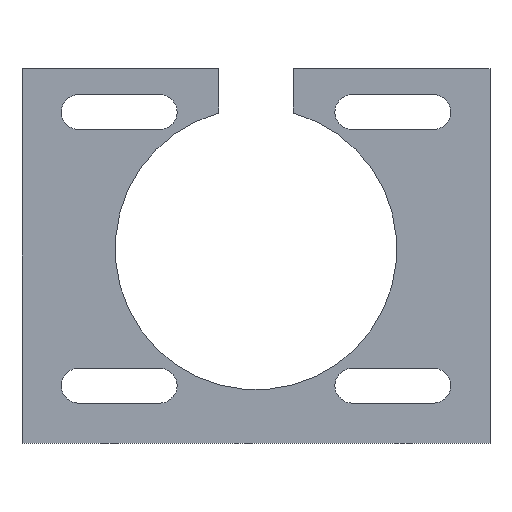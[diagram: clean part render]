
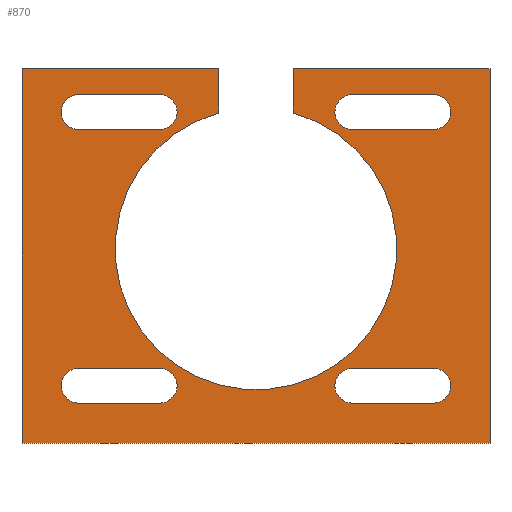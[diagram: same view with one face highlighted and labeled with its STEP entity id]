
A CAD part, left-side view. The second image highlights one B-rep face of the part: STEP entity #870.
In plain terms, the highlighted planar face has unit normal (-1, 0, 0).
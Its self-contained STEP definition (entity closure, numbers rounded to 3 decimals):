
#50=FACE_BOUND('',#182,.T.);
#51=FACE_BOUND('',#183,.T.);
#52=FACE_BOUND('',#184,.T.);
#53=FACE_BOUND('',#185,.T.);
#75=CIRCLE('',#930,3.);
#76=CIRCLE('',#933,3.);
#77=CIRCLE('',#935,3.);
#78=CIRCLE('',#938,3.);
#79=CIRCLE('',#941,3.);
#80=CIRCLE('',#944,3.);
#81=CIRCLE('',#948,3.);
#82=CIRCLE('',#951,3.);
#83=CIRCLE('',#956,24.32);
#125=FACE_OUTER_BOUND('',#181,.T.);
#181=EDGE_LOOP('',(#780,#781,#782,#783,#784,#785,#786,#787));
#182=EDGE_LOOP('',(#788,#789,#790,#791));
#183=EDGE_LOOP('',(#792,#793,#794,#795));
#184=EDGE_LOOP('',(#796,#797,#798,#799));
#185=EDGE_LOOP('',(#800,#801,#802,#803));
#187=LINE('',#1206,#277);
#209=LINE('',#1276,#299);
#237=LINE('',#1347,#327);
#240=LINE('',#1353,#330);
#249=LINE('',#1370,#339);
#252=LINE('',#1378,#342);
#256=LINE('',#1390,#346);
#259=LINE('',#1397,#349);
#262=LINE('',#1406,#352);
#265=LINE('',#1413,#355);
#267=LINE('',#1418,#357);
#270=LINE('',#1426,#360);
#272=LINE('',#1431,#362);
#273=LINE('',#1433,#363);
#274=LINE('',#1436,#364);
#277=VECTOR('',#966,10.);
#299=VECTOR('',#1032,10.);
#327=VECTOR('',#1086,10.);
#330=VECTOR('',#1091,10.);
#339=VECTOR('',#1112,10.);
#342=VECTOR('',#1121,10.);
#346=VECTOR('',#1135,10.);
#349=VECTOR('',#1144,10.);
#352=VECTOR('',#1153,10.);
#355=VECTOR('',#1162,10.);
#357=VECTOR('',#1166,10.);
#360=VECTOR('',#1175,10.);
#362=VECTOR('',#1183,10.);
#363=VECTOR('',#1186,10.);
#364=VECTOR('',#1189,10.);
#367=VERTEX_POINT('',#1203);
#368=VERTEX_POINT('',#1205);
#393=VERTEX_POINT('',#1273);
#394=VERTEX_POINT('',#1275);
#424=VERTEX_POINT('',#1346);
#425=VERTEX_POINT('',#1350);
#426=VERTEX_POINT('',#1352);
#427=VERTEX_POINT('',#1367);
#428=VERTEX_POINT('',#1369);
#429=VERTEX_POINT('',#1373);
#430=VERTEX_POINT('',#1377);
#431=VERTEX_POINT('',#1383);
#432=VERTEX_POINT('',#1385);
#433=VERTEX_POINT('',#1389);
#434=VERTEX_POINT('',#1393);
#435=VERTEX_POINT('',#1399);
#436=VERTEX_POINT('',#1401);
#437=VERTEX_POINT('',#1405);
#438=VERTEX_POINT('',#1409);
#439=VERTEX_POINT('',#1415);
#440=VERTEX_POINT('',#1417);
#441=VERTEX_POINT('',#1421);
#442=VERTEX_POINT('',#1425);
#443=VERTEX_POINT('',#1435);
#445=EDGE_CURVE('',#368,#367,#187,.T.);
#479=EDGE_CURVE('',#394,#393,#209,.T.);
#516=EDGE_CURVE('',#424,#394,#237,.F.);
#519=EDGE_CURVE('',#426,#425,#240,.F.);
#528=EDGE_CURVE('',#428,#427,#249,.T.);
#530=EDGE_CURVE('',#429,#428,#75,.T.);
#532=EDGE_CURVE('',#430,#429,#252,.T.);
#534=EDGE_CURVE('',#427,#430,#76,.T.);
#536=EDGE_CURVE('',#432,#431,#77,.T.);
#538=EDGE_CURVE('',#433,#432,#256,.T.);
#540=EDGE_CURVE('',#434,#433,#78,.T.);
#542=EDGE_CURVE('',#431,#434,#259,.T.);
#544=EDGE_CURVE('',#436,#435,#79,.T.);
#546=EDGE_CURVE('',#437,#436,#262,.T.);
#548=EDGE_CURVE('',#438,#437,#80,.T.);
#550=EDGE_CURVE('',#435,#438,#265,.T.);
#552=EDGE_CURVE('',#440,#439,#267,.T.);
#554=EDGE_CURVE('',#441,#440,#81,.T.);
#556=EDGE_CURVE('',#442,#441,#270,.T.);
#558=EDGE_CURVE('',#439,#442,#82,.T.);
#559=EDGE_CURVE('',#367,#424,#272,.T.);
#560=EDGE_CURVE('',#425,#368,#273,.T.);
#561=EDGE_CURVE('',#443,#426,#274,.T.);
#563=EDGE_CURVE('',#393,#443,#83,.T.);
#780=ORIENTED_EDGE('',*,*,#516,.T.);
#781=ORIENTED_EDGE('',*,*,#479,.T.);
#782=ORIENTED_EDGE('',*,*,#563,.T.);
#783=ORIENTED_EDGE('',*,*,#561,.T.);
#784=ORIENTED_EDGE('',*,*,#519,.T.);
#785=ORIENTED_EDGE('',*,*,#560,.T.);
#786=ORIENTED_EDGE('',*,*,#445,.T.);
#787=ORIENTED_EDGE('',*,*,#559,.T.);
#788=ORIENTED_EDGE('',*,*,#558,.T.);
#789=ORIENTED_EDGE('',*,*,#556,.T.);
#790=ORIENTED_EDGE('',*,*,#554,.T.);
#791=ORIENTED_EDGE('',*,*,#552,.T.);
#792=ORIENTED_EDGE('',*,*,#550,.T.);
#793=ORIENTED_EDGE('',*,*,#548,.T.);
#794=ORIENTED_EDGE('',*,*,#546,.T.);
#795=ORIENTED_EDGE('',*,*,#544,.T.);
#796=ORIENTED_EDGE('',*,*,#542,.T.);
#797=ORIENTED_EDGE('',*,*,#540,.T.);
#798=ORIENTED_EDGE('',*,*,#538,.T.);
#799=ORIENTED_EDGE('',*,*,#536,.T.);
#800=ORIENTED_EDGE('',*,*,#534,.T.);
#801=ORIENTED_EDGE('',*,*,#532,.T.);
#802=ORIENTED_EDGE('',*,*,#530,.T.);
#803=ORIENTED_EDGE('',*,*,#528,.T.);
#828=PLANE('',#957);
#870=ADVANCED_FACE('',(#125,#50,#51,#52,#53),#828,.T.);
#930=AXIS2_PLACEMENT_3D('',#1374,#1116,#1117);
#933=AXIS2_PLACEMENT_3D('',#1381,#1125,#1126);
#935=AXIS2_PLACEMENT_3D('',#1386,#1130,#1131);
#938=AXIS2_PLACEMENT_3D('',#1394,#1139,#1140);
#941=AXIS2_PLACEMENT_3D('',#1402,#1148,#1149);
#944=AXIS2_PLACEMENT_3D('',#1410,#1157,#1158);
#948=AXIS2_PLACEMENT_3D('',#1422,#1170,#1171);
#951=AXIS2_PLACEMENT_3D('',#1429,#1179,#1180);
#956=AXIS2_PLACEMENT_3D('',#1439,#1193,#1194);
#957=AXIS2_PLACEMENT_3D('',#1440,#1195,#1196);
#966=DIRECTION('',(0.,-1.,0.));
#1032=DIRECTION('',(0.,0.,-1.));
#1086=DIRECTION('',(0.,-1.,0.));
#1091=DIRECTION('',(0.,-1.,0.));
#1112=DIRECTION('',(0.,-1.,0.));
#1116=DIRECTION('center_axis',(1.,0.,0.));
#1117=DIRECTION('ref_axis',(0.,1.,0.));
#1121=DIRECTION('',(0.,1.,0.));
#1125=DIRECTION('center_axis',(1.,0.,0.));
#1126=DIRECTION('ref_axis',(0.,1.,0.));
#1130=DIRECTION('center_axis',(1.,0.,0.));
#1131=DIRECTION('ref_axis',(0.,1.,0.));
#1135=DIRECTION('',(0.,-1.,0.));
#1139=DIRECTION('center_axis',(1.,0.,0.));
#1140=DIRECTION('ref_axis',(0.,1.,0.));
#1144=DIRECTION('',(0.,1.,0.));
#1148=DIRECTION('center_axis',(1.,0.,0.));
#1149=DIRECTION('ref_axis',(0.,1.,0.));
#1153=DIRECTION('',(0.,-1.,0.));
#1157=DIRECTION('center_axis',(1.,0.,0.));
#1158=DIRECTION('ref_axis',(0.,1.,0.));
#1162=DIRECTION('',(0.,1.,0.));
#1166=DIRECTION('',(0.,-1.,0.));
#1170=DIRECTION('center_axis',(1.,0.,0.));
#1171=DIRECTION('ref_axis',(0.,1.,0.));
#1175=DIRECTION('',(0.,1.,0.));
#1179=DIRECTION('center_axis',(1.,0.,0.));
#1180=DIRECTION('ref_axis',(0.,1.,0.));
#1183=DIRECTION('',(0.,0.,1.));
#1186=DIRECTION('',(0.,0.,-1.));
#1189=DIRECTION('',(0.,0.,1.));
#1193=DIRECTION('center_axis',(1.,0.,0.));
#1194=DIRECTION('ref_axis',(0.,1.,0.));
#1195=DIRECTION('center_axis',(-1.,0.,0.));
#1196=DIRECTION('ref_axis',(0.,1.,0.));
#1203=CARTESIAN_POINT('',(-31.743,-40.4,-60.328));
#1205=CARTESIAN_POINT('',(-31.743,40.4,-60.328));
#1206=CARTESIAN_POINT('',(-31.743,40.4,-60.328));
#1273=CARTESIAN_POINT('',(-31.743,-6.444,-3.293));
#1275=CARTESIAN_POINT('',(-31.743,-6.444,4.387));
#1276=CARTESIAN_POINT('',(-31.743,-6.444,0.841));
#1346=CARTESIAN_POINT('',(-31.743,-40.4,4.387));
#1347=CARTESIAN_POINT('',(-31.743,-20.2,4.387));
#1350=CARTESIAN_POINT('',(-31.743,40.4,4.387));
#1352=CARTESIAN_POINT('',(-31.743,6.444,4.387));
#1353=CARTESIAN_POINT('',(-31.743,3.222,4.387));
#1367=CARTESIAN_POINT('',(-31.743,16.622,-47.365));
#1369=CARTESIAN_POINT('',(-31.743,30.622,-47.365));
#1370=CARTESIAN_POINT('',(-31.743,30.622,-47.365));
#1373=CARTESIAN_POINT('',(-31.743,30.622,-53.365));
#1374=CARTESIAN_POINT('Origin',(-31.743,30.622,-50.365));
#1377=CARTESIAN_POINT('',(-31.743,16.622,-53.365));
#1378=CARTESIAN_POINT('',(-31.743,16.622,-53.365));
#1381=CARTESIAN_POINT('Origin',(-31.743,16.622,-50.365));
#1383=CARTESIAN_POINT('',(-31.743,16.622,-6.121));
#1385=CARTESIAN_POINT('',(-31.743,16.622,-0.121));
#1386=CARTESIAN_POINT('Origin',(-31.743,16.622,-3.121));
#1389=CARTESIAN_POINT('',(-31.743,30.622,-0.121));
#1390=CARTESIAN_POINT('',(-31.743,16.622,-0.121));
#1393=CARTESIAN_POINT('',(-31.743,30.622,-6.121));
#1394=CARTESIAN_POINT('Origin',(-31.743,30.622,-3.121));
#1397=CARTESIAN_POINT('',(-31.743,30.622,-6.121));
#1399=CARTESIAN_POINT('',(-31.743,-30.622,-53.365));
#1401=CARTESIAN_POINT('',(-31.743,-30.622,-47.365));
#1402=CARTESIAN_POINT('Origin',(-31.743,-30.622,-50.365));
#1405=CARTESIAN_POINT('',(-31.743,-16.622,-47.365));
#1406=CARTESIAN_POINT('',(-31.743,-30.622,-47.365));
#1409=CARTESIAN_POINT('',(-31.743,-16.622,-53.365));
#1410=CARTESIAN_POINT('Origin',(-31.743,-16.622,-50.365));
#1413=CARTESIAN_POINT('',(-31.743,-16.622,-53.365));
#1415=CARTESIAN_POINT('',(-31.743,-30.622,-0.121));
#1417=CARTESIAN_POINT('',(-31.743,-16.622,-0.121));
#1418=CARTESIAN_POINT('',(-31.743,-16.622,-0.121));
#1421=CARTESIAN_POINT('',(-31.743,-16.622,-6.121));
#1422=CARTESIAN_POINT('Origin',(-31.743,-16.622,-3.121));
#1425=CARTESIAN_POINT('',(-31.743,-30.622,-6.121));
#1426=CARTESIAN_POINT('',(-31.743,-30.622,-6.121));
#1429=CARTESIAN_POINT('Origin',(-31.743,-30.622,-3.121));
#1431=CARTESIAN_POINT('',(-31.743,-40.4,0.841));
#1433=CARTESIAN_POINT('',(-31.743,40.4,0.841));
#1435=CARTESIAN_POINT('',(-31.743,6.444,-3.293));
#1436=CARTESIAN_POINT('',(-31.743,6.444,-7.472));
#1439=CARTESIAN_POINT('Origin',(-31.743,0.,
-26.743));
#1440=CARTESIAN_POINT('Origin',(-31.743,0.,
-29.743));
